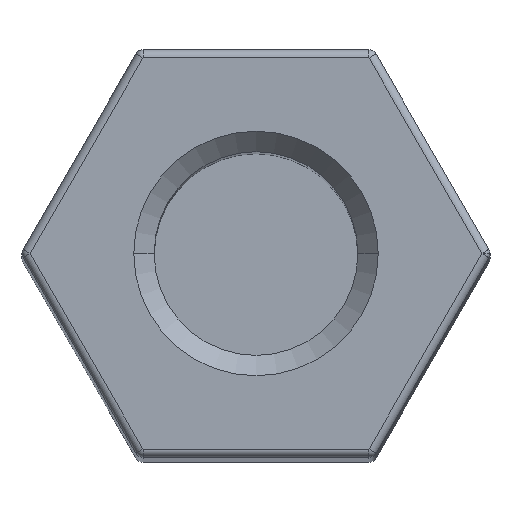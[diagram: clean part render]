
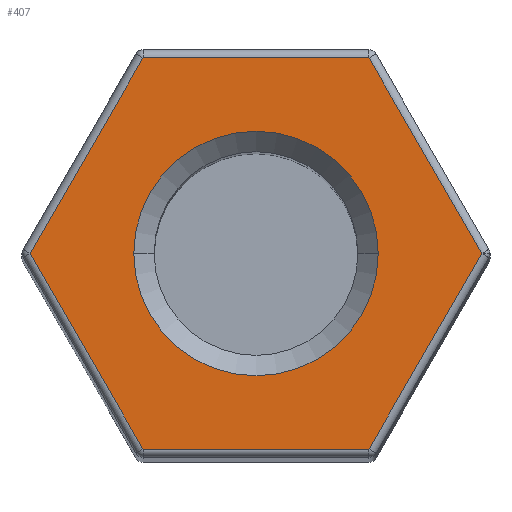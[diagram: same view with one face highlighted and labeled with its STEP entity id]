
A CAD part, top view. The second image highlights one B-rep face of the part: STEP entity #407.
In plain terms, the highlighted planar face has unit normal (0, 0, 1).
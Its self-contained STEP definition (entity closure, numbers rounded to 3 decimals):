
#14 = VECTOR ( 'NONE', #43, 1000. ) ;
#43 = DIRECTION ( 'NONE',  ( 0.5, -0.866, 0. ) ) ;
#64 = VECTOR ( 'NONE', #221, 1000. ) ;
#134 = EDGE_CURVE ( 'NONE', #754, #936, #595, .T. ) ;
#221 = DIRECTION ( 'NONE',  ( -1., 0., 0. ) ) ;
#305 = CARTESIAN_POINT ( 'NONE',  ( -2.8, -0.05, 35. ) ) ;
#339 = DIRECTION ( 'NONE',  ( -0.5, -0.866, 0. ) ) ;
#368 = FACE_OUTER_BOUND ( 'NONE', #1024, .T. ) ;
#392 = DIRECTION ( 'NONE',  ( 0.5, 0.866, 0. ) ) ;
#405 = ORIENTED_EDGE ( 'NONE', *, *, #520, .T. ) ;
#407 = ADVANCED_FACE ( 'NONE', ( #368, #1078 ), #1217, .T. ) ;
#411 = LINE ( 'NONE', #570, #64 ) ;
#447 = ORIENTED_EDGE ( 'NONE', *, *, #839, .T. ) ;
#458 = DIRECTION ( 'NONE',  ( 0., 0., 1. ) ) ;
#463 = DIRECTION ( 'NONE',  ( -0.5, 0.866, 0. ) ) ;
#484 = EDGE_CURVE ( 'NONE', #921, #1223, #411, .T. ) ;
#487 = ORIENTED_EDGE ( 'NONE', *, *, #874, .T. ) ;
#506 = AXIS2_PLACEMENT_3D ( 'NONE', #1058, #1050, #1044 ) ;
#508 = CARTESIAN_POINT ( 'NONE',  ( -2.771, 0., 35. ) ) ;
#520 = EDGE_CURVE ( 'NONE', #1223, #938, #929, .T. ) ;
#526 = EDGE_CURVE ( 'NONE', #938, #730, #721, .T. ) ;
#536 = VECTOR ( 'NONE', #392, 1000. ) ;
#570 = CARTESIAN_POINT ( 'NONE',  ( -1.443, 2.4, 35. ) ) ;
#572 = AXIS2_PLACEMENT_3D ( 'NONE', #1302, #1146, #1231 ) ;
#580 = VERTEX_POINT ( 'NONE', #1008 ) ;
#595 = CIRCLE ( 'NONE', #506, 1.5 ) ;
#600 = EDGE_CURVE ( 'NONE', #730, #1330, #648, .T. ) ;
#648 = LINE ( 'NONE', #1288, #1170 ) ;
#664 = DIRECTION ( 'NONE',  ( 1., 0., 0. ) ) ;
#679 = ORIENTED_EDGE ( 'NONE', *, *, #484, .T. ) ;
#686 = VECTOR ( 'NONE', #339, 1000. ) ;
#692 = CARTESIAN_POINT ( 'NONE',  ( -1.5, 0., 35. ) ) ;
#706 = AXIS2_PLACEMENT_3D ( 'NONE', #888, #458, #664 ) ;
#714 = ORIENTED_EDGE ( 'NONE', *, *, #526, .T. ) ;
#715 = CARTESIAN_POINT ( 'NONE',  ( 2.8, 0.05, 35. ) ) ;
#721 = LINE ( 'NONE', #879, #14 ) ;
#730 = VERTEX_POINT ( 'NONE', #829 ) ;
#754 = VERTEX_POINT ( 'NONE', #1369 ) ;
#767 = ORIENTED_EDGE ( 'NONE', *, *, #134, .T. ) ;
#806 = CIRCLE ( 'NONE', #572, 1.5 ) ;
#829 = CARTESIAN_POINT ( 'NONE',  ( -1.386, -2.4, 35. ) ) ;
#839 = EDGE_CURVE ( 'NONE', #1330, #580, #1295, .T. ) ;
#874 = EDGE_CURVE ( 'NONE', #580, #921, #1258, .T. ) ;
#878 = EDGE_CURVE ( 'NONE', #936, #754, #806, .T. ) ;
#879 = CARTESIAN_POINT ( 'NONE',  ( -1.357, -2.45, 35. ) ) ;
#888 = CARTESIAN_POINT ( 'NONE',  ( 2.887, 0., 35. ) ) ;
#921 = VERTEX_POINT ( 'NONE', #1241 ) ;
#929 = LINE ( 'NONE', #305, #686 ) ;
#936 = VERTEX_POINT ( 'NONE', #692 ) ;
#938 = VERTEX_POINT ( 'NONE', #508 ) ;
#960 = CARTESIAN_POINT ( 'NONE',  ( 1.386, -2.4, 35. ) ) ;
#1007 = ORIENTED_EDGE ( 'NONE', *, *, #878, .T. ) ;
#1008 = CARTESIAN_POINT ( 'NONE',  ( 2.771, 0., 35. ) ) ;
#1011 = VECTOR ( 'NONE', #463, 1000. ) ;
#1024 = EDGE_LOOP ( 'NONE', ( #679, #405, #714, #1198, #447, #487 ) ) ;
#1044 = DIRECTION ( 'NONE',  ( 1., 0., 0. ) ) ;
#1050 = DIRECTION ( 'NONE',  ( 0., 0., -1. ) ) ;
#1058 = CARTESIAN_POINT ( 'NONE',  ( 0., 0., 35. ) ) ;
#1078 = FACE_BOUND ( 'NONE', #1283, .T. ) ;
#1079 = DIRECTION ( 'NONE',  ( 1., 0., 0. ) ) ;
#1092 = CARTESIAN_POINT ( 'NONE',  ( 1.357, 2.45, 35. ) ) ;
#1093 = CARTESIAN_POINT ( 'NONE',  ( -1.386, 2.4, 35. ) ) ;
#1146 = DIRECTION ( 'NONE',  ( 0., 0., -1. ) ) ;
#1170 = VECTOR ( 'NONE', #1079, 1000. ) ;
#1198 = ORIENTED_EDGE ( 'NONE', *, *, #600, .T. ) ;
#1217 = PLANE ( 'NONE',  #706 ) ;
#1223 = VERTEX_POINT ( 'NONE', #1093 ) ;
#1231 = DIRECTION ( 'NONE',  ( 1., 0., 0. ) ) ;
#1241 = CARTESIAN_POINT ( 'NONE',  ( 1.386, 2.4, 35. ) ) ;
#1258 = LINE ( 'NONE', #1092, #1011 ) ;
#1283 = EDGE_LOOP ( 'NONE', ( #767, #1007 ) ) ;
#1288 = CARTESIAN_POINT ( 'NONE',  ( 1.443, -2.4, 35. ) ) ;
#1295 = LINE ( 'NONE', #715, #536 ) ;
#1302 = CARTESIAN_POINT ( 'NONE',  ( 0., 0., 35. ) ) ;
#1330 = VERTEX_POINT ( 'NONE', #960 ) ;
#1369 = CARTESIAN_POINT ( 'NONE',  ( 1.5, 0., 35. ) ) ;
